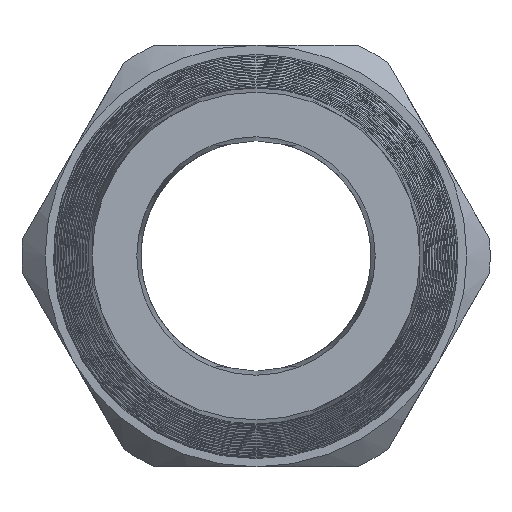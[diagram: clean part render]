
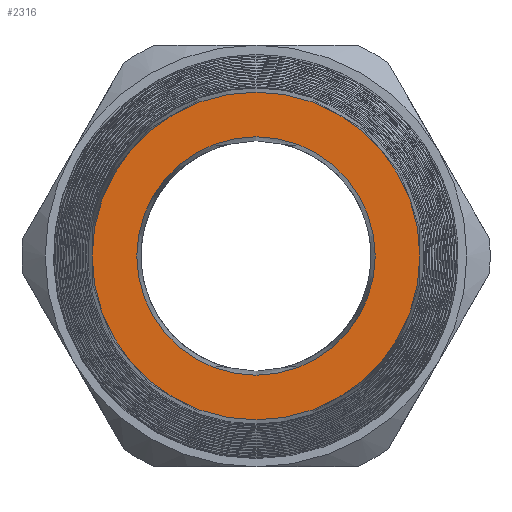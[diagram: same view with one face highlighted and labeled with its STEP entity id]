
A CAD part, left-side view. The second image highlights one B-rep face of the part: STEP entity #2316.
In plain terms, the highlighted planar face has unit normal (-1, 0, 0).
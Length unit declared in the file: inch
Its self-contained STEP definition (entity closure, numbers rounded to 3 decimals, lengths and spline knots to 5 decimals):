
#1379 = EDGE_CURVE ( 'NONE', #1380, #1381, #17038, .T. ) ;
#1380 = VERTEX_POINT ( 'NONE', #17034 ) ;
#1381 = VERTEX_POINT ( 'NONE', #17033 ) ;
#1423 = EDGE_CURVE ( 'NONE', #1451, #1424, #17392, .T. ) ;
#1424 = VERTEX_POINT ( 'NONE', #17387 ) ;
#1451 = VERTEX_POINT ( 'NONE', #17465 ) ;
#2316 = ADVANCED_FACE ( 'NONE', ( #20119, #20118 ), #20116, .T. ) ;
#2317 = EDGE_LOOP ( 'NONE', ( #2318, #2320 ) ) ;
#2318 = ORIENTED_EDGE ( 'NONE', *, *, #2319, .T. ) ;
#2319 = EDGE_CURVE ( 'NONE', #1381, #1380, #20177, .T. ) ;
#2320 = ORIENTED_EDGE ( 'NONE', *, *, #1379, .T. ) ;
#2321 = EDGE_LOOP ( 'NONE', ( #2322, #2324 ) ) ;
#2322 = ORIENTED_EDGE ( 'NONE', *, *, #2323, .F. ) ;
#2323 = EDGE_CURVE ( 'NONE', #1424, #1451, #20173, .T. ) ;
#2324 = ORIENTED_EDGE ( 'NONE', *, *, #1423, .F. ) ;
#17033 = CARTESIAN_POINT ( 'NONE',  ( -4.80022, 0., 0.50515 ) ) ;
#17034 = CARTESIAN_POINT ( 'NONE',  ( -4.80022, 0., -0.50515 ) ) ;
#17035 = DIRECTION ( 'NONE',  ( 0., 0., 1. ) ) ;
#17036 = DIRECTION ( 'NONE',  ( -1., 0., 0. ) ) ;
#17037 = AXIS2_PLACEMENT_3D ( 'NONE', #17043, #17036, #17035 ) ;
#17038 = CIRCLE ( 'NONE', #17037, 0.50515 ) ;
#17043 = CARTESIAN_POINT ( 'NONE',  ( -4.80022, 0., 0. ) ) ;
#17387 = CARTESIAN_POINT ( 'NONE',  ( -4.80022, 0., 0.36738 ) ) ;
#17388 = DIRECTION ( 'NONE',  ( 0., 0., 1. ) ) ;
#17389 = DIRECTION ( 'NONE',  ( -1., 0., 0. ) ) ;
#17390 = CARTESIAN_POINT ( 'NONE',  ( -4.80022, 0., 0. ) ) ;
#17391 = AXIS2_PLACEMENT_3D ( 'NONE', #17390, #17389, #17388 ) ;
#17392 = CIRCLE ( 'NONE', #17391, 0.36738 ) ;
#17465 = CARTESIAN_POINT ( 'NONE',  ( -4.80022, 0., -0.36738 ) ) ;
#20114 = CARTESIAN_POINT ( 'NONE',  ( -4.80022, 0., 0. ) ) ;
#20115 = AXIS2_PLACEMENT_3D ( 'NONE', #20114, #20179, #20178 ) ;
#20116 = PLANE ( 'NONE',  #20115 ) ;
#20117 = CARTESIAN_POINT ( 'NONE',  ( -4.80022, 0., 0. ) ) ;
#20118 = FACE_BOUND ( 'NONE', #2321, .T. ) ;
#20119 = FACE_OUTER_BOUND ( 'NONE', #2317, .T. ) ;
#20169 = DIRECTION ( 'NONE',  ( 0., 0., 1. ) ) ;
#20170 = DIRECTION ( 'NONE',  ( -1., 0., 0. ) ) ;
#20171 = CARTESIAN_POINT ( 'NONE',  ( -4.80022, 0., 0. ) ) ;
#20172 = AXIS2_PLACEMENT_3D ( 'NONE', #20171, #20170, #20169 ) ;
#20173 = CIRCLE ( 'NONE', #20172, 0.36738 ) ;
#20174 = DIRECTION ( 'NONE',  ( 0., 0., 1. ) ) ;
#20175 = DIRECTION ( 'NONE',  ( -1., 0., 0. ) ) ;
#20176 = AXIS2_PLACEMENT_3D ( 'NONE', #20117, #20175, #20174 ) ;
#20177 = CIRCLE ( 'NONE', #20176, 0.50515 ) ;
#20178 = DIRECTION ( 'NONE',  ( 0., 0., 1. ) ) ;
#20179 = DIRECTION ( 'NONE',  ( -1., 0., 0. ) ) ;
